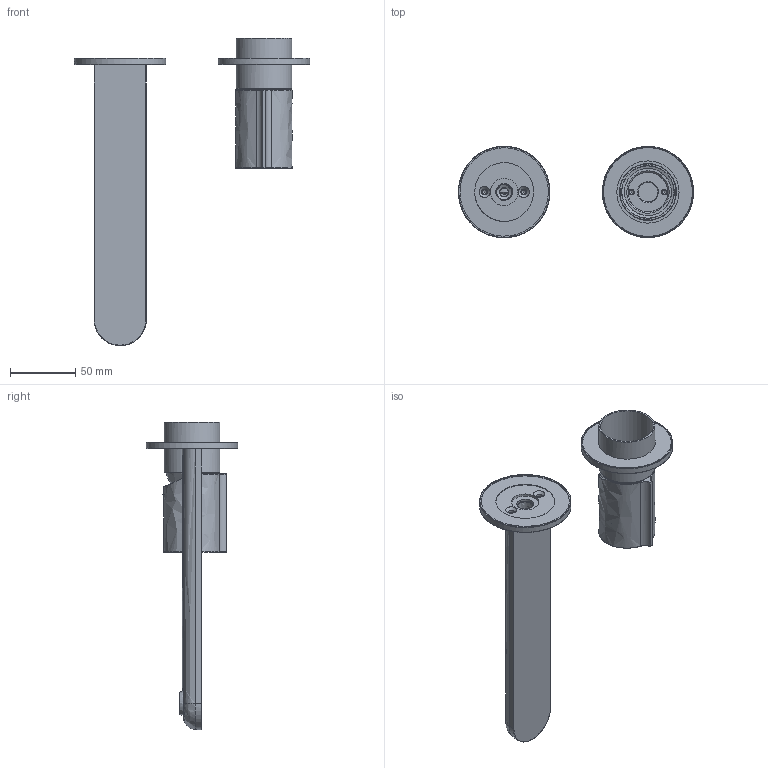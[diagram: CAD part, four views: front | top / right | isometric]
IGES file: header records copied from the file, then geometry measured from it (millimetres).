
Start section: C
Global section: file name: GT105-00.igs; native system: By Siemens PLM Incorporated; preprocessor: XPlus GENERIC/IGES 27.1.215; author: Author; organization: Title; date: 20260121.122341; units: millimetre
Bounding box: 179.88 x 70 x 235 mm (x, y, z)
Volume: 161479.7 mm3; surface area: 79969.2 mm2
Topology: 12 solids, 12 shells, 1181 faces, 3397 edges, 2228 vertices
Faces by surface type: bspline 1181
